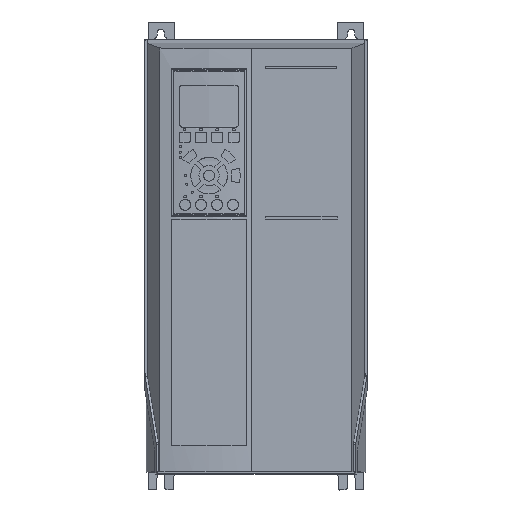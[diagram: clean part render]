
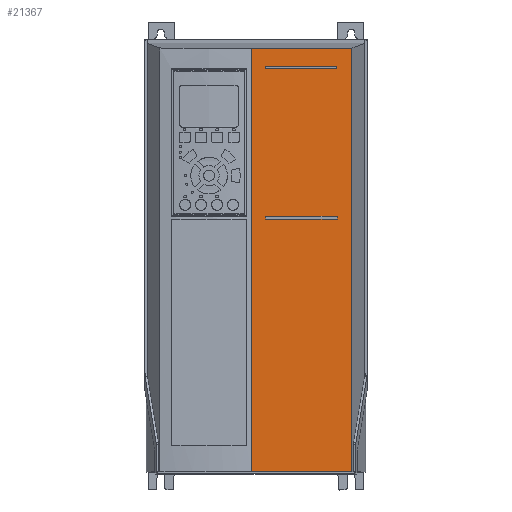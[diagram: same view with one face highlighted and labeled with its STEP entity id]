
A CAD part, top view. The second image highlights one B-rep face of the part: STEP entity #21367.
In plain terms, the highlighted planar face has unit normal (0, 0, 1).
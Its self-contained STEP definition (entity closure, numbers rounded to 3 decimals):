
#1963=DIRECTION('',(1.,0.,0.));
#1964=VECTOR('',#1963,90.165);
#1965=CARTESIAN_POINT('',(-4.08,186.3,78.1));
#1966=LINE('',#1965,#1964);
#1967=DIRECTION('',(0.,-1.,0.));
#1968=VECTOR('',#1967,380.3);
#1969=CARTESIAN_POINT('',(86.085,186.3,78.1));
#1970=LINE('',#1969,#1968);
#1985=DIRECTION('',(1.,0.,0.));
#1986=VECTOR('',#1985,90.165);
#1987=CARTESIAN_POINT('',(-4.08,-194.,78.1));
#1988=LINE('',#1987,#1986);
#7456=DIRECTION('',(0.,-1.,0.));
#7457=VECTOR('',#7456,380.3);
#7458=CARTESIAN_POINT('',(-4.08,186.3,78.1));
#7459=LINE('',#7458,#7457);
#16043=DIRECTION('',(1.,0.,0.));
#16044=VECTOR('',#16043,63.726);
#16045=CARTESIAN_POINT('',(8.837,169.993,78.1));
#16046=LINE('',#16045,#16044);
#16051=DIRECTION('',(0.,-1.,0.));
#16052=VECTOR('',#16051,2.226);
#16053=CARTESIAN_POINT('',(72.563,169.993,78.1));
#16054=LINE('',#16053,#16052);
#16059=DIRECTION('',(-1.,0.,0.));
#16060=VECTOR('',#16059,63.726);
#16061=CARTESIAN_POINT('',(72.563,167.767,78.1));
#16062=LINE('',#16061,#16060);
#16067=DIRECTION('',(0.,1.,0.));
#16068=VECTOR('',#16067,2.226);
#16069=CARTESIAN_POINT('',(8.837,167.767,78.1));
#16070=LINE('',#16069,#16068);
#16091=DIRECTION('',(-1.,0.,0.));
#16092=VECTOR('',#16091,64.168);
#16093=CARTESIAN_POINT('',(72.784,32.646,78.1));
#16094=LINE('',#16093,#16092);
#16099=DIRECTION('',(0.,1.,0.));
#16100=VECTOR('',#16099,2.668);
#16101=CARTESIAN_POINT('',(8.616,32.646,78.1));
#16102=LINE('',#16101,#16100);
#16107=DIRECTION('',(1.,0.,0.));
#16108=VECTOR('',#16107,64.168);
#16109=CARTESIAN_POINT('',(8.616,35.314,78.1));
#16110=LINE('',#16109,#16108);
#16115=DIRECTION('',(0.,-1.,0.));
#16116=VECTOR('',#16115,2.668);
#16117=CARTESIAN_POINT('',(72.784,35.314,78.1));
#16118=LINE('',#16117,#16116);
#17694=CARTESIAN_POINT('',(-4.08,-194.,78.1));
#17696=VERTEX_POINT('',#17694);
#17697=CARTESIAN_POINT('',(86.085,-194.,78.1));
#17698=VERTEX_POINT('',#17697);
#19110=CARTESIAN_POINT('',(86.085,186.3,78.1));
#19111=VERTEX_POINT('',#19110);
#19611=CARTESIAN_POINT('',(-4.08,186.3,78.1));
#19612=VERTEX_POINT('',#19611);
#19614=CARTESIAN_POINT('',(8.837,169.993,78.1));
#19615=CARTESIAN_POINT('',(72.563,169.993,78.1));
#19616=VERTEX_POINT('',#19614);
#19617=VERTEX_POINT('',#19615);
#19618=CARTESIAN_POINT('',(8.837,167.767,78.1));
#19619=VERTEX_POINT('',#19618);
#19620=CARTESIAN_POINT('',(72.563,167.767,78.1));
#19621=VERTEX_POINT('',#19620);
#19622=CARTESIAN_POINT('',(72.784,32.646,78.1));
#19623=CARTESIAN_POINT('',(8.616,32.646,78.1));
#19624=VERTEX_POINT('',#19622);
#19625=VERTEX_POINT('',#19623);
#19626=CARTESIAN_POINT('',(72.784,35.314,78.1));
#19627=VERTEX_POINT('',#19626);
#19628=CARTESIAN_POINT('',(8.616,35.314,78.1));
#19629=VERTEX_POINT('',#19628);
#21334=CARTESIAN_POINT('',(86.085,-194.,78.1));
#21335=DIRECTION('',(0.,0.,1.));
#21336=DIRECTION('',(-1.,0.,0.));
#21337=AXIS2_PLACEMENT_3D('',#21334,#21335,#21336);
#21338=PLANE('',#21337);
#21339=ORIENTED_EDGE('',*,*,#21322,.T.);
#21340=ORIENTED_EDGE('',*,*,#21082,.T.);
#21342=ORIENTED_EDGE('',*,*,#21341,.F.);
#21344=ORIENTED_EDGE('',*,*,#21343,.F.);
#21345=EDGE_LOOP('',(#21339,#21340,#21342,#21344));
#21346=FACE_OUTER_BOUND('',#21345,.F.);
#21348=ORIENTED_EDGE('',*,*,#21347,.F.);
#21350=ORIENTED_EDGE('',*,*,#21349,.F.);
#21352=ORIENTED_EDGE('',*,*,#21351,.F.);
#21354=ORIENTED_EDGE('',*,*,#21353,.F.);
#21355=EDGE_LOOP('',(#21348,#21350,#21352,#21354));
#21356=FACE_BOUND('',#21355,.F.);
#21358=ORIENTED_EDGE('',*,*,#21357,.F.);
#21360=ORIENTED_EDGE('',*,*,#21359,.F.);
#21362=ORIENTED_EDGE('',*,*,#21361,.F.);
#21364=ORIENTED_EDGE('',*,*,#21363,.F.);
#21365=EDGE_LOOP('',(#21358,#21360,#21362,#21364));
#21366=FACE_BOUND('',#21365,.F.);
#21367=ADVANCED_FACE('',(#21346,#21356,#21366),#21338,.T.);
#21082=EDGE_CURVE('',#19111,#17698,#1970,.T.);
#21322=EDGE_CURVE('',#19612,#19111,#1966,.T.);
#21341=EDGE_CURVE('',#17696,#17698,#1988,.T.);
#21343=EDGE_CURVE('',#19612,#17696,#7459,.T.);
#21347=EDGE_CURVE('',#19616,#19617,#16046,.T.);
#21349=EDGE_CURVE('',#19619,#19616,#16070,.T.);
#21351=EDGE_CURVE('',#19621,#19619,#16062,.T.);
#21353=EDGE_CURVE('',#19617,#19621,#16054,.T.);
#21357=EDGE_CURVE('',#19624,#19625,#16094,.T.);
#21359=EDGE_CURVE('',#19627,#19624,#16118,.T.);
#21361=EDGE_CURVE('',#19629,#19627,#16110,.T.);
#21363=EDGE_CURVE('',#19625,#19629,#16102,.T.);
